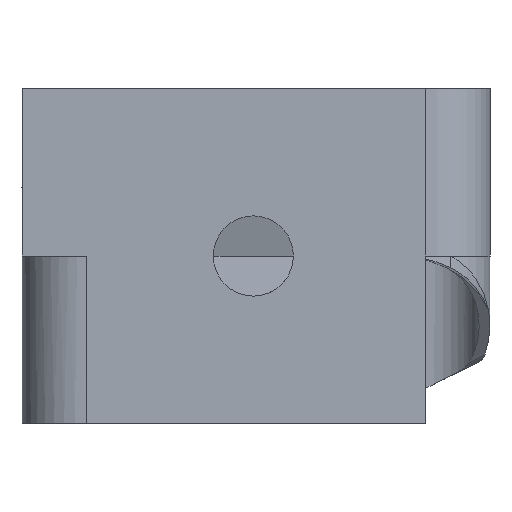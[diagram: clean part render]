
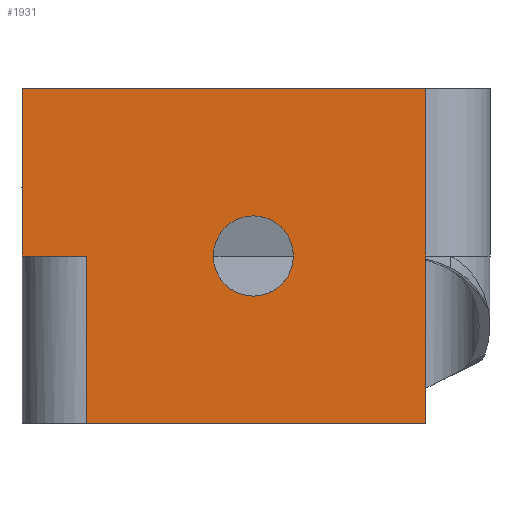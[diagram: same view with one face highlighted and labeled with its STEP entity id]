
A CAD part, front view. The second image highlights one B-rep face of the part: STEP entity #1931.
In plain terms, the highlighted planar face has unit normal (0, -1, 0).
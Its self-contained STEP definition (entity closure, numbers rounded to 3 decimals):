
#590=DIRECTION('',(0.,0.,-1.));
#591=VECTOR('',#590,1.25);
#592=CARTESIAN_POINT('',(-6.673,13.044,2.5));
#593=LINE('',#592,#591);
#602=DIRECTION('',(-1.,0.,0.));
#603=VECTOR('',#602,3.02);
#604=CARTESIAN_POINT('',(-3.654,13.044,2.5));
#605=LINE('',#604,#603);
#606=DIRECTION('',(1.,0.,0.));
#607=VECTOR('',#606,0.48);
#608=CARTESIAN_POINT('',(-6.673,13.044,1.25));
#609=LINE('',#608,#607);
#610=CARTESIAN_POINT('',(-4.943,13.044,1.25));
#611=DIRECTION('',(0.,1.,0.));
#612=DIRECTION('',(0.,0.,1.));
#613=AXIS2_PLACEMENT_3D('',#610,#611,#612);
#615=CARTESIAN_POINT('',(-4.943,13.044,1.25));
#616=DIRECTION('',(0.,1.,0.));
#617=DIRECTION('',(0.,0.,-1.));
#618=AXIS2_PLACEMENT_3D('',#615,#616,#617);
#620=DIRECTION('',(0.,0.,-1.));
#621=VECTOR('',#620,1.25);
#622=CARTESIAN_POINT('',(-3.654,13.044,2.5));
#623=LINE('',#622,#621);
#831=DIRECTION('',(0.,0.,1.));
#832=VECTOR('',#831,1.25);
#833=CARTESIAN_POINT('',(-3.654,13.044,0.));
#834=LINE('',#833,#832);
#851=DIRECTION('',(1.,0.,0.));
#852=VECTOR('',#851,2.54);
#853=CARTESIAN_POINT('',(-6.194,13.044,0.));
#854=LINE('',#853,#852);
#855=DIRECTION('',(0.,0.,-1.));
#856=VECTOR('',#855,1.25);
#857=CARTESIAN_POINT('',(-6.194,13.044,1.25));
#858=LINE('',#857,#856);
#885=CARTESIAN_POINT('',(-4.943,13.044,0.95));
#887=VERTEX_POINT('',#885);
#891=CARTESIAN_POINT('',(-4.943,13.044,1.55));
#892=VERTEX_POINT('',#891);
#901=CARTESIAN_POINT('',(-3.654,13.044,1.25));
#903=VERTEX_POINT('',#901);
#905=CARTESIAN_POINT('',(-3.654,13.044,2.5));
#906=VERTEX_POINT('',#905);
#935=CARTESIAN_POINT('',(-6.194,13.044,1.25));
#936=VERTEX_POINT('',#935);
#937=CARTESIAN_POINT('',(-6.673,13.044,1.25));
#938=VERTEX_POINT('',#937);
#1009=CARTESIAN_POINT('',(-6.673,13.044,2.5));
#1010=VERTEX_POINT('',#1009);
#1031=CARTESIAN_POINT('',(-3.654,13.044,0.));
#1032=VERTEX_POINT('',#1031);
#1033=CARTESIAN_POINT('',(-6.194,13.044,0.));
#1034=VERTEX_POINT('',#1033);
#1906=CARTESIAN_POINT('',(-5.164,13.044,1.25));
#1907=DIRECTION('',(0.,1.,0.));
#1908=DIRECTION('',(0.,0.,-1.));
#1909=AXIS2_PLACEMENT_3D('',#1906,#1907,#1908);
#1910=PLANE('',#1909);
#1911=ORIENTED_EDGE('',*,*,#1740,.F.);
#1913=ORIENTED_EDGE('',*,*,#1912,.T.);
#1915=ORIENTED_EDGE('',*,*,#1914,.F.);
#1917=ORIENTED_EDGE('',*,*,#1916,.F.);
#1919=ORIENTED_EDGE('',*,*,#1918,.F.);
#1921=ORIENTED_EDGE('',*,*,#1920,.F.);
#1922=ORIENTED_EDGE('',*,*,#1897,.F.);
#1923=EDGE_LOOP('',(#1911,#1913,#1915,#1917,#1919,#1921,#1922));
#1924=FACE_OUTER_BOUND('',#1923,.F.);
#1926=ORIENTED_EDGE('',*,*,#1925,.F.);
#1928=ORIENTED_EDGE('',*,*,#1927,.F.);
#1929=EDGE_LOOP('',(#1926,#1928));
#1930=FACE_BOUND('',#1929,.F.);
#614=CIRCLE('',#613,0.3);
#619=CIRCLE('',#618,0.3);
#1740=EDGE_CURVE('',#906,#1010,#605,.T.);
#1897=EDGE_CURVE('',#1010,#938,#593,.T.);
#1912=EDGE_CURVE('',#906,#903,#623,.T.);
#1914=EDGE_CURVE('',#1032,#903,#834,.T.);
#1916=EDGE_CURVE('',#1034,#1032,#854,.T.);
#1918=EDGE_CURVE('',#936,#1034,#858,.T.);
#1920=EDGE_CURVE('',#938,#936,#609,.T.);
#1925=EDGE_CURVE('',#892,#887,#614,.T.);
#1927=EDGE_CURVE('',#887,#892,#619,.T.);
#1931=ADVANCED_FACE('',(#1924,#1930),#1910,.F.);
